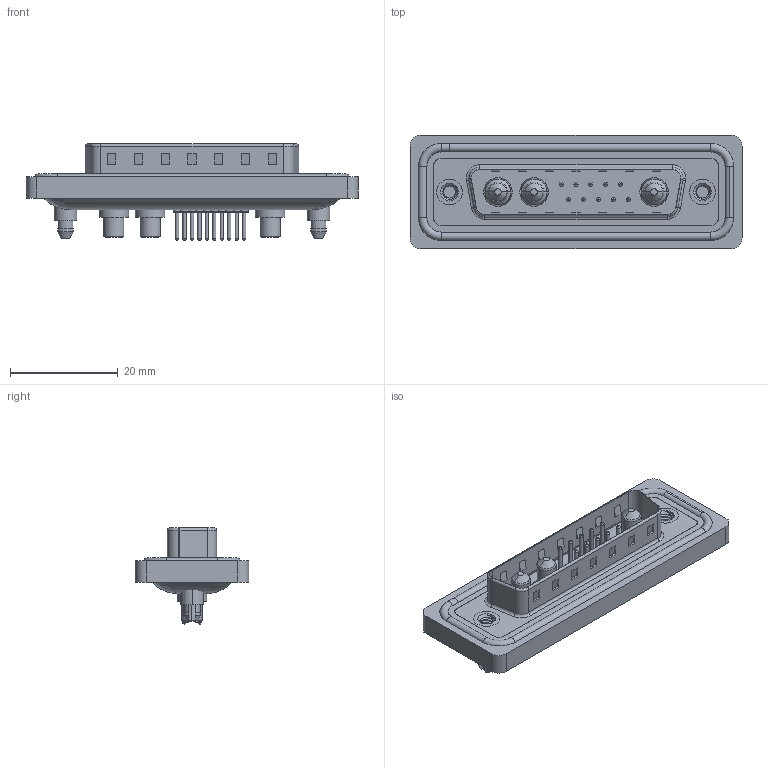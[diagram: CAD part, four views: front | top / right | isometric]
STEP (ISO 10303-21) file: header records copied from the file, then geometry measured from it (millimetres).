
FILE_DESCRIPTION (( 'STEP AP203' ), '1' );
FILE_NAME ('627W13W3324-4N5.STEP', '2024-03-19T20:17:43', ( '' ), ( '' ), 'SwSTEP 2.0', 'SolidWorks 2023', '' );
FILE_SCHEMA (( 'CONFIG_CONTROL_DESIGN' ));
Length unit declared in the file: millimetre
Products named in the file (9): 627Combo Shell Rear_25 Contacts; 627W13W3324-4N5; 627Combo Contact Row 2_24; Power Pin_40A S; 627Combo Shell Front_25 Contacts; 627Combo Threaded Boardlock_5; 627Combo Contact Row 1_24; 627Combo Waterproof Housing_25 Contacts; 627Combo Housing_13W3
Assembly tree (19 placements, depth 2):
  627W13W3324-4N5
    627Combo Housing_13W3
    627Combo Waterproof Housing_25 Contacts
    627Combo Shell Rear_25 Contacts
    627Combo Shell Front_25 Contacts
    627Combo Threaded Boardlock_5  x2
    Power Pin_40A S  x3
    627Combo Contact Row 1_24  x5
    627Combo Contact Row 2_24  x5
Bounding box: 61.75 x 21.1 x 17.9 mm (x, y, z)
Volume: 7524.3 mm3; surface area: 12240.5 mm2
Topology: 23 solids, 23 shells, 1020 faces, 2343 edges, 1445 vertices
Faces by surface type: cylinder 417, plane 325, torus 230, cone 35, bspline 13
Entity records: 22703 total; most frequent: CARTESIAN_POINT 5452, DIRECTION 3543, ORIENTED_EDGE 3200, EDGE_CURVE 1600, AXIS2_PLACEMENT_3D 1363, VERTEX_POINT 1010, LINE 817, VECTOR 817
